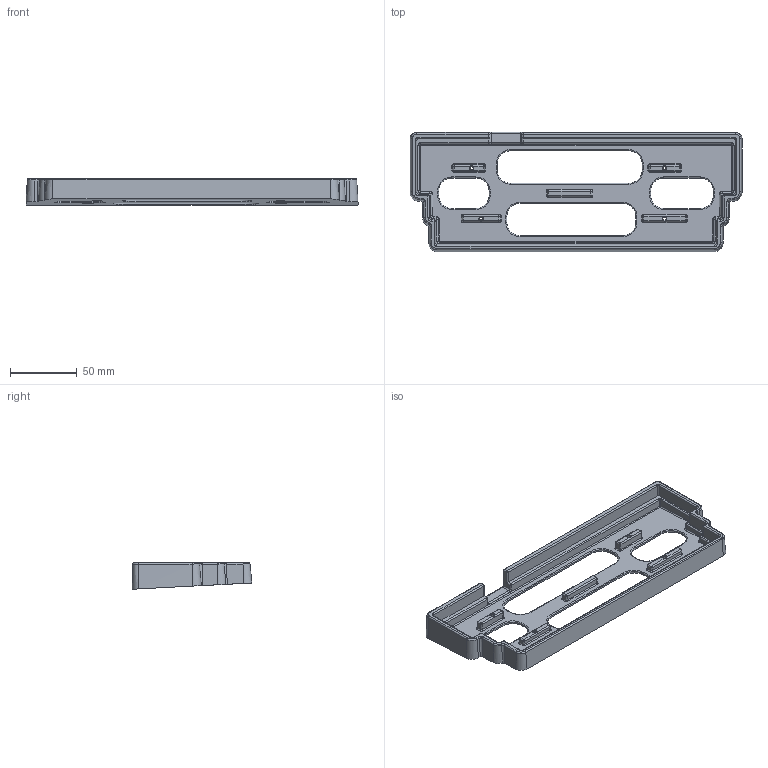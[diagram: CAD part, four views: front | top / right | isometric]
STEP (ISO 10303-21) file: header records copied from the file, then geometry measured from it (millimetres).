
FILE_DESCRIPTION(('FreeCAD Model'),'2;1');
FILE_NAME('Open CASCADE Shape Model','2024-03-09T11:31:25',(''),(''), 'Open CASCADE STEP processor 7.6','FreeCAD','Unknown');
FILE_SCHEMA(('AUTOMOTIVE_DESIGN { 1 0 10303 214 1 1 1 1 }'));
Length unit declared in the file: millimetre
Products named in the file (1): Body
Bounding box: 249.5 x 89.88 x 19.91 mm (x, y, z)
Volume: 85804.5 mm3; surface area: 51652.7 mm2
Topology: 1 solids, 1 shells, 420 faces, 999 edges, 552 vertices
Faces by surface type: cylinder 177, bspline 84, plane 81, torus 44, sphere 30, revolution 4
Full cylindrical faces by diameter (mm): 2.42 x4
Entity records: 31688 total; most frequent: CARTESIAN_POINT 12814, DIRECTION 3455, LINE 1993, VECTOR 1993, ORIENTED_EDGE 1938, PCURVE 1938, DEFINITIONAL_REPRESENTATION 1938, EDGE_CURVE 969
